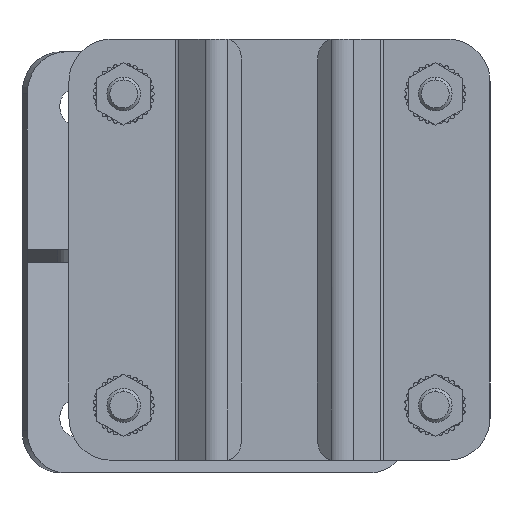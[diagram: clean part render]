
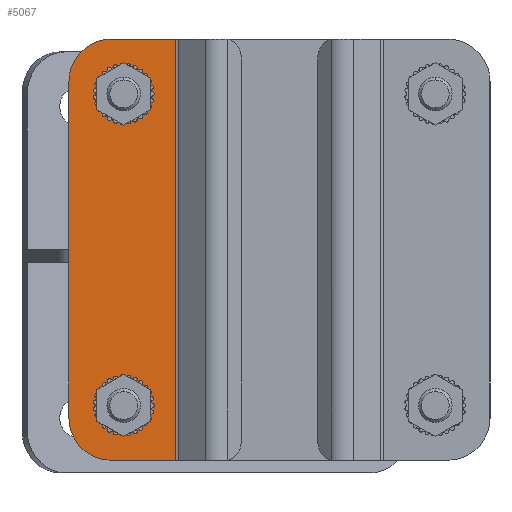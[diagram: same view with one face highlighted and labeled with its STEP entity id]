
A CAD part, front view. The second image highlights one B-rep face of the part: STEP entity #5067.
In plain terms, the highlighted planar face has unit normal (0, -1, 0).
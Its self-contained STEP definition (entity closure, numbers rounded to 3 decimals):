
#199 = VERTEX_POINT ( 'NONE', #12938 ) ;
#368 = LINE ( 'NONE', #20715, #3216 ) ;
#452 = ORIENTED_EDGE ( 'NONE', *, *, #15566, .T. ) ;
#667 = EDGE_CURVE ( 'NONE', #18492, #713, #2530, .T. ) ;
#713 = VERTEX_POINT ( 'NONE', #12403 ) ;
#1317 = DIRECTION ( 'NONE',  ( 0., 0., 1. ) ) ;
#1329 = ORIENTED_EDGE ( 'NONE', *, *, #14895, .F. ) ;
#2082 = DIRECTION ( 'NONE',  ( 0., 0., 1. ) ) ;
#2113 = DIRECTION ( 'NONE',  ( 0., 0., 1. ) ) ;
#2186 = ORIENTED_EDGE ( 'NONE', *, *, #19959, .T. ) ;
#2300 = LINE ( 'NONE', #18591, #7254 ) ;
#2480 = VERTEX_POINT ( 'NONE', #19882 ) ;
#2530 = LINE ( 'NONE', #18926, #10812 ) ;
#2723 = ORIENTED_EDGE ( 'NONE', *, *, #13748, .T. ) ;
#3216 = VECTOR ( 'NONE', #14166, 1000. ) ;
#3598 = CARTESIAN_POINT ( 'NONE',  ( 50., 0., -4.066 ) ) ;
#3707 = AXIS2_PLACEMENT_3D ( 'NONE', #19339, #9458, #7878 ) ;
#3897 = DIRECTION ( 'NONE',  ( 0., 0., 1. ) ) ;
#4018 = CIRCLE ( 'NONE', #20059, 4.5 ) ;
#4033 = PLANE ( 'NONE',  #19900 ) ;
#4237 = CARTESIAN_POINT ( 'NONE',  ( 40., 0., 21.25 ) ) ;
#4492 = FACE_BOUND ( 'NONE', #11444, .T. ) ;
#4588 = CARTESIAN_POINT ( 'NONE',  ( 37., 0., 8.25 ) ) ;
#5067 = ADVANCED_FACE ( 'NONE', ( #19478, #5569, #4492 ), #4033, .F. ) ;
#5093 = VERTEX_POINT ( 'NONE', #8753 ) ;
#5309 = AXIS2_PLACEMENT_3D ( 'NONE', #20148, #11903, #2082 ) ;
#5357 = DIRECTION ( 'NONE',  ( 0., 0., 1. ) ) ;
#5464 = DIRECTION ( 'NONE',  ( 0., 0., 1. ) ) ;
#5487 = DIRECTION ( 'NONE',  ( 1., 0., 0. ) ) ;
#5569 = FACE_BOUND ( 'NONE', #9888, .T. ) ;
#5862 = CARTESIAN_POINT ( 'NONE',  ( -40., 0., 21.25 ) ) ;
#6010 = CARTESIAN_POINT ( 'NONE',  ( 50., 0., 11.25 ) ) ;
#6198 = DIRECTION ( 'NONE',  ( 0., 0., 1. ) ) ;
#7085 = EDGE_CURVE ( 'NONE', #7340, #18492, #368, .T. ) ;
#7176 = DIRECTION ( 'NONE',  ( 0., 1., 0. ) ) ;
#7183 = AXIS2_PLACEMENT_3D ( 'NONE', #18631, #13708, #5357 ) ;
#7254 = VECTOR ( 'NONE', #5464, 1000. ) ;
#7333 = AXIS2_PLACEMENT_3D ( 'NONE', #12003, #16922, #2113 ) ;
#7340 = VERTEX_POINT ( 'NONE', #6010 ) ;
#7670 = EDGE_CURVE ( 'NONE', #10939, #199, #4018, .T. ) ;
#7878 = DIRECTION ( 'NONE',  ( 0., 0., 1. ) ) ;
#8539 = LINE ( 'NONE', #15270, #17563 ) ;
#8590 = ORIENTED_EDGE ( 'NONE', *, *, #18022, .F. ) ;
#8753 = CARTESIAN_POINT ( 'NONE',  ( 37., 0., 3.75 ) ) ;
#8936 = AXIS2_PLACEMENT_3D ( 'NONE', #4588, #19464, #1317 ) ;
#9458 = DIRECTION ( 'NONE',  ( 0., -1., 0. ) ) ;
#9775 = CIRCLE ( 'NONE', #8936, 4.5 ) ;
#9888 = EDGE_LOOP ( 'NONE', ( #17087, #18962 ) ) ;
#10812 = VECTOR ( 'NONE', #20491, 1000. ) ;
#10939 = VERTEX_POINT ( 'NONE', #19456 ) ;
#11444 = EDGE_LOOP ( 'NONE', ( #2723, #15336 ) ) ;
#11903 = DIRECTION ( 'NONE',  ( 0., -1., 0. ) ) ;
#12003 = CARTESIAN_POINT ( 'NONE',  ( -37., 0., 8.25 ) ) ;
#12403 = CARTESIAN_POINT ( 'NONE',  ( -50., 0., -4.066 ) ) ;
#12628 = EDGE_CURVE ( 'NONE', #5093, #18092, #9775, .T. ) ;
#12938 = CARTESIAN_POINT ( 'NONE',  ( -37., 0., 3.75 ) ) ;
#13708 = DIRECTION ( 'NONE',  ( 0., 1., 0. ) ) ;
#13748 = EDGE_CURVE ( 'NONE', #18092, #5093, #15892, .T. ) ;
#13788 = CARTESIAN_POINT ( 'NONE',  ( 50., 0., 21.25 ) ) ;
#14166 = DIRECTION ( 'NONE',  ( 0., 0., -1. ) ) ;
#14748 = CIRCLE ( 'NONE', #7333, 4.5 ) ;
#14860 = EDGE_CURVE ( 'NONE', #199, #10939, #14748, .T. ) ;
#14895 = EDGE_CURVE ( 'NONE', #18727, #15527, #8539, .T. ) ;
#15270 = CARTESIAN_POINT ( 'NONE',  ( -50., 0., 21.25 ) ) ;
#15336 = ORIENTED_EDGE ( 'NONE', *, *, #12628, .T. ) ;
#15527 = VERTEX_POINT ( 'NONE', #4237 ) ;
#15566 = EDGE_CURVE ( 'NONE', #7340, #15527, #18071, .T. ) ;
#15585 = CARTESIAN_POINT ( 'NONE',  ( 37., 0., 12.75 ) ) ;
#15892 = CIRCLE ( 'NONE', #7183, 4.5 ) ;
#16922 = DIRECTION ( 'NONE',  ( 0., 1., 0. ) ) ;
#17087 = ORIENTED_EDGE ( 'NONE', *, *, #7670, .T. ) ;
#17563 = VECTOR ( 'NONE', #5487, 1000. ) ;
#17635 = CARTESIAN_POINT ( 'NONE',  ( -37., 0., 8.25 ) ) ;
#17851 = DIRECTION ( 'NONE',  ( 0., 1., 0. ) ) ;
#17861 = ORIENTED_EDGE ( 'NONE', *, *, #667, .F. ) ;
#18022 = EDGE_CURVE ( 'NONE', #713, #2480, #2300, .T. ) ;
#18071 = CIRCLE ( 'NONE', #3707, 10. ) ;
#18092 = VERTEX_POINT ( 'NONE', #15585 ) ;
#18492 = VERTEX_POINT ( 'NONE', #3598 ) ;
#18591 = CARTESIAN_POINT ( 'NONE',  ( -50., 0., -21.25 ) ) ;
#18631 = CARTESIAN_POINT ( 'NONE',  ( 37., 0., 8.25 ) ) ;
#18727 = VERTEX_POINT ( 'NONE', #5862 ) ;
#18773 = ORIENTED_EDGE ( 'NONE', *, *, #7085, .F. ) ;
#18926 = CARTESIAN_POINT ( 'NONE',  ( 50., 0., -4.066 ) ) ;
#18962 = ORIENTED_EDGE ( 'NONE', *, *, #14860, .T. ) ;
#18989 = EDGE_LOOP ( 'NONE', ( #17861, #18773, #452, #1329, #2186, #8590 ) ) ;
#19339 = CARTESIAN_POINT ( 'NONE',  ( 40., 0., 11.25 ) ) ;
#19456 = CARTESIAN_POINT ( 'NONE',  ( -37., 0., 12.75 ) ) ;
#19464 = DIRECTION ( 'NONE',  ( 0., 1., 0. ) ) ;
#19478 = FACE_OUTER_BOUND ( 'NONE', #18989, .T. ) ;
#19882 = CARTESIAN_POINT ( 'NONE',  ( -50., 0., 11.25 ) ) ;
#19900 = AXIS2_PLACEMENT_3D ( 'NONE', #13788, #7176, #3897 ) ;
#19959 = EDGE_CURVE ( 'NONE', #18727, #2480, #21412, .T. ) ;
#20059 = AXIS2_PLACEMENT_3D ( 'NONE', #17635, #17851, #6198 ) ;
#20148 = CARTESIAN_POINT ( 'NONE',  ( -40., 0., 11.25 ) ) ;
#20491 = DIRECTION ( 'NONE',  ( -1., 0., 0. ) ) ;
#20715 = CARTESIAN_POINT ( 'NONE',  ( 50., 0., -21.25 ) ) ;
#21412 = CIRCLE ( 'NONE', #5309, 10. ) ;
